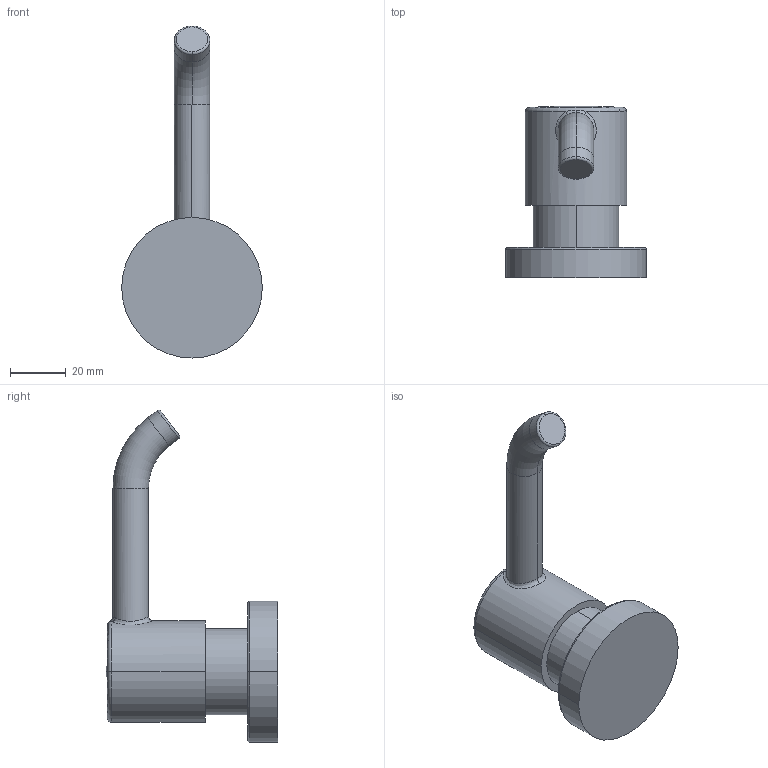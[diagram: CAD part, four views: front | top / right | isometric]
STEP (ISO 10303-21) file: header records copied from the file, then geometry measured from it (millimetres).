
FILE_DESCRIPTION((''),'2;1');
FILE_NAME('1500-5721_SW0001','2020-12-08T15:07:29',('rsmith'),(''),'CREO PARAMETRIC BY PTC INC, 2018400','CREO PARAMETRIC BY PTC INC, 2018400','');
FILE_SCHEMA(('AUTOMOTIVE_DESIGN { 1 0 10303 214 1 1 1 1 }'));
Length unit declared in the file: inch
Products named in the file (1): 1500-5721_SW0001
Bounding box: 50.29 x 61.37 x 118.78 mm (x, y, z)
Volume: 78709.7 mm3; surface area: 14614.1 mm2
Topology: 1 solids, 1 shells, 28 faces, 59 edges, 33 vertices
Faces by surface type: cylinder 10, torus 8, plane 4, bspline 4, sphere 2
Entity records: 1737 total; most frequent: CARTESIAN_POINT 437, COLOUR_RGB 149, DIRECTION 136, ORIENTED_EDGE 114, PRESENTATION_STYLE_ASSIGNMENT 86, AXIS2_PLACEMENT_3D 63, STYLED_ITEM 58, CURVE_STYLE 57
